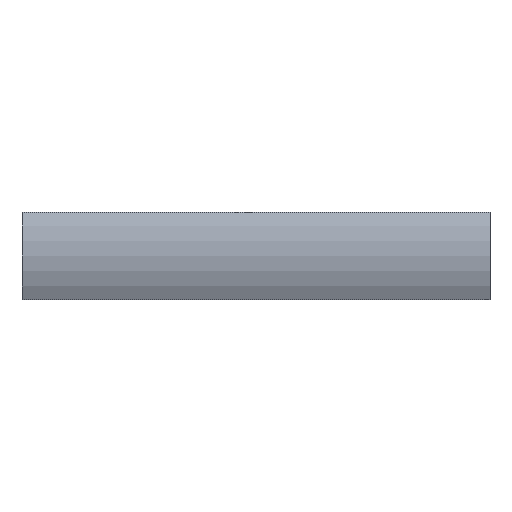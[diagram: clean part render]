
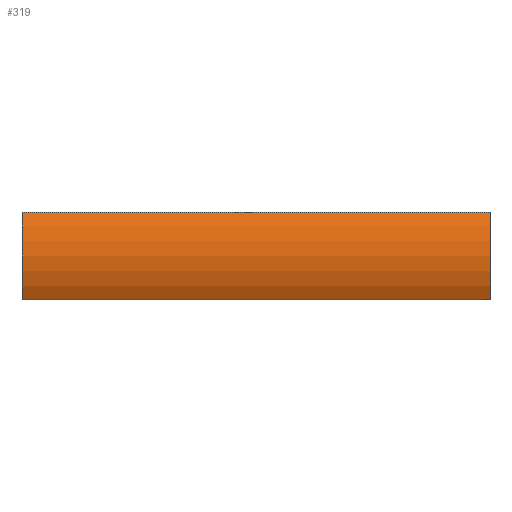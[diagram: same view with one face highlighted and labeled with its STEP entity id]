
A CAD part, left-side view. The second image highlights one B-rep face of the part: STEP entity #319.
In plain terms, the highlighted cylindrical face has radius 20.26 mm (diameter 40.52 mm), a partial arc.
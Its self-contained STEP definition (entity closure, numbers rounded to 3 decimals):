
#73 = EDGE_LOOP ( 'NONE', ( #403, #2532, #874, #1144 ) ) ;
#224 = DIRECTION ( 'NONE',  ( 0., 1., 0. ) ) ;
#259 = VERTEX_POINT ( 'NONE', #1234 ) ;
#319 = ADVANCED_FACE ( 'NONE', ( #2743 ), #1879, .T. ) ;
#403 = ORIENTED_EDGE ( 'NONE', *, *, #1910, .T. ) ;
#429 = LINE ( 'NONE', #2492, #1654 ) ;
#457 = CARTESIAN_POINT ( 'NONE',  ( -37., -70., 9.75 ) ) ;
#521 = CIRCLE ( 'NONE', #1859, 20.26 ) ;
#581 = AXIS2_PLACEMENT_3D ( 'NONE', #2000, #1759, #2007 ) ;
#776 = CARTESIAN_POINT ( 'NONE',  ( -37., -70., -9.75 ) ) ;
#874 = ORIENTED_EDGE ( 'NONE', *, *, #2643, .F. ) ;
#1079 = LINE ( 'NONE', #1161, #1153 ) ;
#1125 = DIRECTION ( 'NONE',  ( 0., -1., 0. ) ) ;
#1133 = CARTESIAN_POINT ( 'NONE',  ( -37., 34., -9.75 ) ) ;
#1144 = ORIENTED_EDGE ( 'NONE', *, *, #2904, .T. ) ;
#1153 = VECTOR ( 'NONE', #224, 1000. ) ;
#1161 = CARTESIAN_POINT ( 'NONE',  ( -37., -70., -9.75 ) ) ;
#1234 = CARTESIAN_POINT ( 'NONE',  ( -37., 34., 9.75 ) ) ;
#1256 = DIRECTION ( 'NONE',  ( 0., -1., 0. ) ) ;
#1327 = AXIS2_PLACEMENT_3D ( 'NONE', #2614, #1125, #2834 ) ;
#1484 = EDGE_CURVE ( 'NONE', #1947, #1625, #1079, .T. ) ;
#1625 = VERTEX_POINT ( 'NONE', #1133 ) ;
#1654 = VECTOR ( 'NONE', #1744, 1000. ) ;
#1744 = DIRECTION ( 'NONE',  ( 0., 1., 0. ) ) ;
#1759 = DIRECTION ( 'NONE',  ( 0., 1., 0. ) ) ;
#1859 = AXIS2_PLACEMENT_3D ( 'NONE', #2727, #1256, #2960 ) ;
#1879 = CYLINDRICAL_SURFACE ( 'NONE', #581, 20.26 ) ;
#1910 = EDGE_CURVE ( 'NONE', #259, #1625, #521, .T. ) ;
#1947 = VERTEX_POINT ( 'NONE', #776 ) ;
#2000 = CARTESIAN_POINT ( 'NONE',  ( -19.24, -70., 0. ) ) ;
#2007 = DIRECTION ( 'NONE',  ( 0., 0., 1. ) ) ;
#2492 = CARTESIAN_POINT ( 'NONE',  ( -37., -70., 9.75 ) ) ;
#2532 = ORIENTED_EDGE ( 'NONE', *, *, #1484, .F. ) ;
#2614 = CARTESIAN_POINT ( 'NONE',  ( -19.24, -70., 0. ) ) ;
#2643 = EDGE_CURVE ( 'NONE', #2762, #1947, #3110, .T. ) ;
#2727 = CARTESIAN_POINT ( 'NONE',  ( -19.24, 34., 0. ) ) ;
#2743 = FACE_OUTER_BOUND ( 'NONE', #73, .T. ) ;
#2762 = VERTEX_POINT ( 'NONE', #457 ) ;
#2834 = DIRECTION ( 'NONE',  ( 0., 0., 1. ) ) ;
#2904 = EDGE_CURVE ( 'NONE', #2762, #259, #429, .T. ) ;
#2960 = DIRECTION ( 'NONE',  ( 0., 0., 1. ) ) ;
#3110 = CIRCLE ( 'NONE', #1327, 20.26 ) ;
